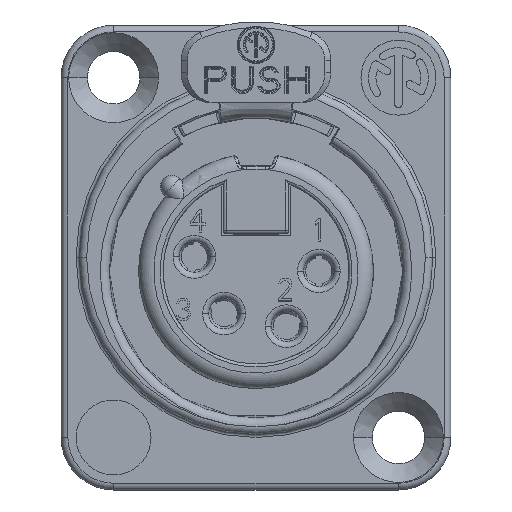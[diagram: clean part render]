
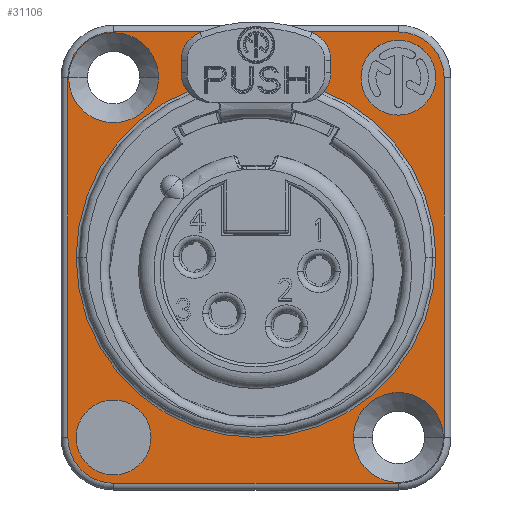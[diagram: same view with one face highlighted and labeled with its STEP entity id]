
A CAD part, top view. The second image highlights one B-rep face of the part: STEP entity #31106.
In plain terms, the highlighted planar face has unit normal (0, 0, 1).
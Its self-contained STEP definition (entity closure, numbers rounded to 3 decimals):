
#5767=CARTESIAN_POINT('',(9.5,-11.1,13.2));
#5768=DIRECTION('',(0.,0.,1.));
#5769=DIRECTION('',(1.,0.,0.));
#5770=AXIS2_PLACEMENT_3D('',#5767,#5768,#5769);
#5772=CARTESIAN_POINT('',(9.5,-11.1,13.2));
#5773=DIRECTION('',(0.,0.,1.));
#5774=DIRECTION('',(-1.,0.,0.));
#5775=AXIS2_PLACEMENT_3D('',#5772,#5773,#5774);
#5777=CARTESIAN_POINT('',(-9.5,12.9,13.2));
#5778=DIRECTION('',(0.,0.,1.));
#5779=DIRECTION('',(1.,0.,0.));
#5780=AXIS2_PLACEMENT_3D('',#5777,#5778,#5779);
#5782=CARTESIAN_POINT('',(-9.5,12.9,13.2));
#5783=DIRECTION('',(0.,0.,1.));
#5784=DIRECTION('',(-1.,0.,0.));
#5785=AXIS2_PLACEMENT_3D('',#5782,#5783,#5784);
#5787=CARTESIAN_POINT('',(9.5,12.9,13.2));
#5788=DIRECTION('',(0.,0.,1.));
#5789=DIRECTION('',(1.,0.,0.));
#5790=AXIS2_PLACEMENT_3D('',#5787,#5788,#5789);
#5792=CARTESIAN_POINT('',(9.5,12.9,13.2));
#5793=DIRECTION('',(0.,0.,1.));
#5794=DIRECTION('',(-1.,0.,0.));
#5795=AXIS2_PLACEMENT_3D('',#5792,#5793,#5794);
#5797=CARTESIAN_POINT('',(-9.5,-11.1,13.2));
#5798=DIRECTION('',(0.,0.,1.));
#5799=DIRECTION('',(1.,0.,0.));
#5800=AXIS2_PLACEMENT_3D('',#5797,#5798,#5799);
#5802=CARTESIAN_POINT('',(-9.5,-11.1,13.2));
#5803=DIRECTION('',(0.,0.,1.));
#5804=DIRECTION('',(-1.,0.,0.));
#5805=AXIS2_PLACEMENT_3D('',#5802,#5803,#5804);
#5807=CARTESIAN_POINT('',(9.5,-11.1,13.2));
#5808=DIRECTION('',(0.,0.,1.));
#5809=DIRECTION('',(0.,-1.,0.));
#5810=AXIS2_PLACEMENT_3D('',#5807,#5808,#5809);
#5812=DIRECTION('',(1.,0.,0.));
#5813=VECTOR('',#5812,19.);
#5814=CARTESIAN_POINT('',(-9.5,-14.15,13.2));
#5815=LINE('',#5814,#5813);
#5816=CARTESIAN_POINT('',(-9.5,-11.1,13.2));
#5817=DIRECTION('',(0.,0.,1.));
#5818=DIRECTION('',(-1.,0.,0.));
#5819=AXIS2_PLACEMENT_3D('',#5816,#5817,#5818);
#5821=DIRECTION('',(0.,-1.,0.));
#5822=VECTOR('',#5821,24.);
#5823=CARTESIAN_POINT('',(-12.55,12.9,13.2));
#5824=LINE('',#5823,#5822);
#5825=CARTESIAN_POINT('',(-9.5,12.9,13.2));
#5826=DIRECTION('',(0.,0.,1.));
#5827=DIRECTION('',(0.,1.,0.));
#5828=AXIS2_PLACEMENT_3D('',#5825,#5826,#5827);
#5830=DIRECTION('',(-1.,0.,0.));
#5831=VECTOR('',#5830,19.);
#5832=CARTESIAN_POINT('',(9.5,15.95,13.2));
#5833=LINE('',#5832,#5831);
#5834=CARTESIAN_POINT('',(9.5,12.9,13.2));
#5835=DIRECTION('',(0.,0.,1.));
#5836=DIRECTION('',(1.,0.,0.));
#5837=AXIS2_PLACEMENT_3D('',#5834,#5835,#5836);
#5839=DIRECTION('',(0.,1.,0.));
#5840=VECTOR('',#5839,24.);
#5841=CARTESIAN_POINT('',(12.55,-11.1,13.2));
#5842=LINE('',#5841,#5840);
#5843=CARTESIAN_POINT('',(0.,0.9,13.2));
#5844=DIRECTION('',(0.,0.,1.));
#5845=DIRECTION('',(1.,0.,0.));
#5846=AXIS2_PLACEMENT_3D('',#5843,#5844,#5845);
#5848=CARTESIAN_POINT('',(0.,0.9,13.2));
#5849=DIRECTION('',(0.,0.,1.));
#5850=DIRECTION('',(-1.,0.,0.));
#5851=AXIS2_PLACEMENT_3D('',#5848,#5849,#5850);
#18240=CARTESIAN_POINT('',(-6.5,12.9,13.2));
#18241=CARTESIAN_POINT('',(-12.5,12.9,13.2));
#18242=VERTEX_POINT('',#18240);
#18243=VERTEX_POINT('',#18241);
#18252=CARTESIAN_POINT('',(12.,12.9,13.2));
#18253=CARTESIAN_POINT('',(7.,12.9,13.2));
#18254=VERTEX_POINT('',#18252);
#18255=VERTEX_POINT('',#18253);
#18256=CARTESIAN_POINT('',(-12.,-11.1,13.2));
#18257=CARTESIAN_POINT('',(-7.,-11.1,13.2));
#18258=VERTEX_POINT('',#18256);
#18259=VERTEX_POINT('',#18257);
#18348=CARTESIAN_POINT('',(12.5,-11.1,13.2));
#18349=CARTESIAN_POINT('',(6.5,-11.1,13.2));
#18350=VERTEX_POINT('',#18348);
#18351=VERTEX_POINT('',#18349);
#19615=CARTESIAN_POINT('',(9.5,-14.15,13.2));
#19616=CARTESIAN_POINT('',(12.55,-11.1,13.2));
#19617=VERTEX_POINT('',#19615);
#19618=VERTEX_POINT('',#19616);
#19623=CARTESIAN_POINT('',(12.55,12.9,13.2));
#19624=VERTEX_POINT('',#19623);
#19627=CARTESIAN_POINT('',(9.5,15.95,13.2));
#19628=VERTEX_POINT('',#19627);
#19631=CARTESIAN_POINT('',(-9.5,15.95,13.2));
#19632=VERTEX_POINT('',#19631);
#19635=CARTESIAN_POINT('',(-12.55,12.9,13.2));
#19636=VERTEX_POINT('',#19635);
#19639=CARTESIAN_POINT('',(-12.55,-11.1,13.2));
#19640=VERTEX_POINT('',#19639);
#19643=CARTESIAN_POINT('',(-9.5,-14.15,13.2));
#19644=VERTEX_POINT('',#19643);
#19935=CARTESIAN_POINT('',(12.,0.9,13.2));
#19936=CARTESIAN_POINT('',(-12.,0.9,13.2));
#19937=VERTEX_POINT('',#19935);
#19938=VERTEX_POINT('',#19936);
#31054=CARTESIAN_POINT('',(0.,0.,13.2));
#31055=DIRECTION('',(0.,0.,-1.));
#31056=DIRECTION('',(0.,-1.,0.));
#31057=AXIS2_PLACEMENT_3D('',#31054,#31055,#31056);
#31058=PLANE('',#31057);
#31060=ORIENTED_EDGE('',*,*,#31059,.F.);
#31062=ORIENTED_EDGE('',*,*,#31061,.F.);
#31064=ORIENTED_EDGE('',*,*,#31063,.F.);
#31066=ORIENTED_EDGE('',*,*,#31065,.F.);
#31068=ORIENTED_EDGE('',*,*,#31067,.F.);
#31070=ORIENTED_EDGE('',*,*,#31069,.F.);
#31072=ORIENTED_EDGE('',*,*,#31071,.F.);
#31074=ORIENTED_EDGE('',*,*,#31073,.F.);
#31075=EDGE_LOOP('',(#31060,#31062,#31064,#31066,#31068,#31070,#31072,#31074));
#31076=FACE_OUTER_BOUND('',#31075,.F.);
#31078=ORIENTED_EDGE('',*,*,#31077,.T.);
#31080=ORIENTED_EDGE('',*,*,#31079,.T.);
#31081=EDGE_LOOP('',(#31078,#31080));
#31082=FACE_BOUND('',#31081,.F.);
#31084=ORIENTED_EDGE('',*,*,#31083,.T.);
#31086=ORIENTED_EDGE('',*,*,#31085,.T.);
#31087=EDGE_LOOP('',(#31084,#31086));
#31088=FACE_BOUND('',#31087,.F.);
#31090=ORIENTED_EDGE('',*,*,#31089,.T.);
#31092=ORIENTED_EDGE('',*,*,#31091,.T.);
#31093=EDGE_LOOP('',(#31090,#31092));
#31094=FACE_BOUND('',#31093,.F.);
#31096=ORIENTED_EDGE('',*,*,#31095,.T.);
#31098=ORIENTED_EDGE('',*,*,#31097,.T.);
#31099=EDGE_LOOP('',(#31096,#31098));
#31100=FACE_BOUND('',#31099,.F.);
#31101=ORIENTED_EDGE('',*,*,#31044,.T.);
#31103=ORIENTED_EDGE('',*,*,#31102,.T.);
#31104=EDGE_LOOP('',(#31101,#31103));
#31105=FACE_BOUND('',#31104,.F.);
#5771=CIRCLE('',#5770,3.);
#5776=CIRCLE('',#5775,3.);
#5781=CIRCLE('',#5780,3.);
#5786=CIRCLE('',#5785,3.);
#5791=CIRCLE('',#5790,2.5);
#5796=CIRCLE('',#5795,2.5);
#5801=CIRCLE('',#5800,2.5);
#5806=CIRCLE('',#5805,2.5);
#5811=CIRCLE('',#5810,3.05);
#5820=CIRCLE('',#5819,3.05);
#5829=CIRCLE('',#5828,3.05);
#5838=CIRCLE('',#5837,3.05);
#5847=CIRCLE('',#5846,12.);
#5852=CIRCLE('',#5851,12.);
#31044=EDGE_CURVE('',#19937,#19938,#5847,.T.);
#31059=EDGE_CURVE('',#19617,#19618,#5811,.T.);
#31061=EDGE_CURVE('',#19644,#19617,#5815,.T.);
#31063=EDGE_CURVE('',#19640,#19644,#5820,.T.);
#31065=EDGE_CURVE('',#19636,#19640,#5824,.T.);
#31067=EDGE_CURVE('',#19632,#19636,#5829,.T.);
#31069=EDGE_CURVE('',#19628,#19632,#5833,.T.);
#31071=EDGE_CURVE('',#19624,#19628,#5838,.T.);
#31073=EDGE_CURVE('',#19618,#19624,#5842,.T.);
#31077=EDGE_CURVE('',#18242,#18243,#5781,.T.);
#31079=EDGE_CURVE('',#18243,#18242,#5786,.T.);
#31083=EDGE_CURVE('',#18254,#18255,#5791,.T.);
#31085=EDGE_CURVE('',#18255,#18254,#5796,.T.);
#31089=EDGE_CURVE('',#18259,#18258,#5801,.T.);
#31091=EDGE_CURVE('',#18258,#18259,#5806,.T.);
#31095=EDGE_CURVE('',#18350,#18351,#5771,.T.);
#31097=EDGE_CURVE('',#18351,#18350,#5776,.T.);
#31102=EDGE_CURVE('',#19938,#19937,#5852,.T.);
#31106=ADVANCED_FACE('',(#31076,#31082,#31088,#31094,#31100,#31105),#31058,.F.);
